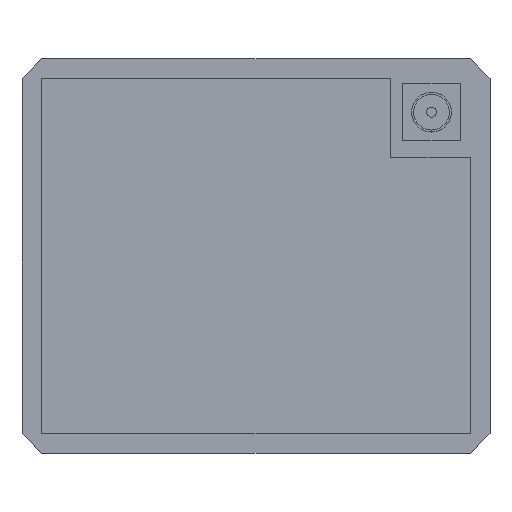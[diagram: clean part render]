
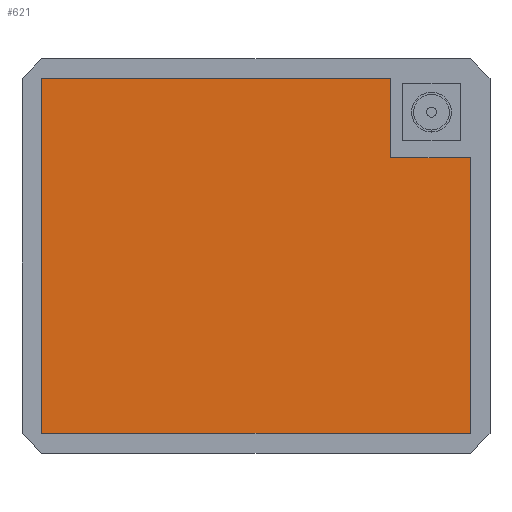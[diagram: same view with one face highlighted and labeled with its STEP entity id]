
A CAD part, top view. The second image highlights one B-rep face of the part: STEP entity #621.
In plain terms, the highlighted planar face has unit normal (0, 0, 1).
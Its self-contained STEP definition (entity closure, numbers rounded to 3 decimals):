
#386 = VERTEX_POINT('',#387);
#387 = CARTESIAN_POINT('',(-10.8,8.95,2.2));
#393 = EDGE_CURVE('',#386,#394,#396,.T.);
#394 = VERTEX_POINT('',#395);
#395 = CARTESIAN_POINT('',(-10.8,-8.95,2.2));
#396 = LINE('',#397,#398);
#397 = CARTESIAN_POINT('',(-10.8,8.95,2.2));
#398 = VECTOR('',#399,1.);
#399 = DIRECTION('',(0.,-1.,0.));
#417 = VERTEX_POINT('',#418);
#418 = CARTESIAN_POINT('',(6.8,8.95,2.2));
#424 = EDGE_CURVE('',#417,#386,#425,.T.);
#425 = LINE('',#426,#427);
#426 = CARTESIAN_POINT('',(6.8,8.95,2.2));
#427 = VECTOR('',#428,1.);
#428 = DIRECTION('',(-1.,0.,0.));
#441 = EDGE_CURVE('',#394,#442,#444,.T.);
#442 = VERTEX_POINT('',#443);
#443 = CARTESIAN_POINT('',(10.8,-8.95,2.2));
#444 = LINE('',#445,#446);
#445 = CARTESIAN_POINT('',(-10.8,-8.95,2.2));
#446 = VECTOR('',#447,1.);
#447 = DIRECTION('',(1.,0.,0.));
#465 = VERTEX_POINT('',#466);
#466 = CARTESIAN_POINT('',(6.8,4.95,2.2));
#472 = EDGE_CURVE('',#465,#417,#473,.T.);
#473 = LINE('',#474,#475);
#474 = CARTESIAN_POINT('',(6.8,4.95,2.2));
#475 = VECTOR('',#476,1.);
#476 = DIRECTION('',(0.,1.,0.));
#489 = EDGE_CURVE('',#442,#490,#492,.T.);
#490 = VERTEX_POINT('',#491);
#491 = CARTESIAN_POINT('',(10.8,4.95,2.2));
#492 = LINE('',#493,#494);
#493 = CARTESIAN_POINT('',(10.8,-8.95,2.2));
#494 = VECTOR('',#495,1.);
#495 = DIRECTION('',(0.,1.,0.));
#513 = EDGE_CURVE('',#490,#465,#514,.T.);
#514 = LINE('',#515,#516);
#515 = CARTESIAN_POINT('',(10.8,4.95,2.2));
#516 = VECTOR('',#517,1.);
#517 = DIRECTION('',(-1.,0.,0.));
#621 = ADVANCED_FACE('',(#622),#630,.T.);
#622 = FACE_BOUND('',#623,.T.);
#623 = EDGE_LOOP('',(#624,#625,#626,#627,#628,#629));
#624 = ORIENTED_EDGE('',*,*,#393,.T.);
#625 = ORIENTED_EDGE('',*,*,#441,.T.);
#626 = ORIENTED_EDGE('',*,*,#489,.T.);
#627 = ORIENTED_EDGE('',*,*,#513,.T.);
#628 = ORIENTED_EDGE('',*,*,#472,.T.);
#629 = ORIENTED_EDGE('',*,*,#424,.T.);
#630 = PLANE('',#631);
#631 = AXIS2_PLACEMENT_3D('',#632,#633,#634);
#632 = CARTESIAN_POINT('',(-0.203,-0.203,2.2));
#633 = DIRECTION('',(0.,0.,1.));
#634 = DIRECTION('',(0.,1.,0.));
